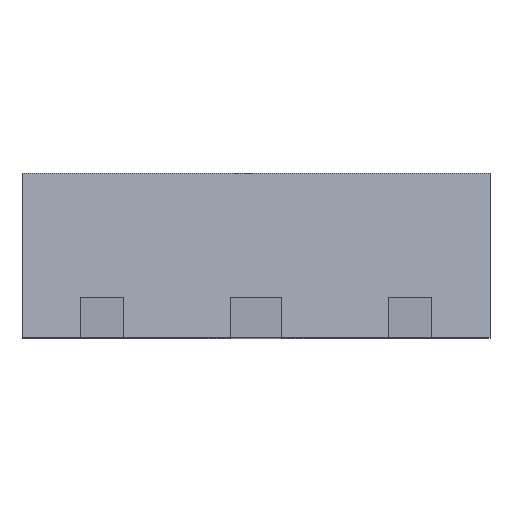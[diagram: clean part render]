
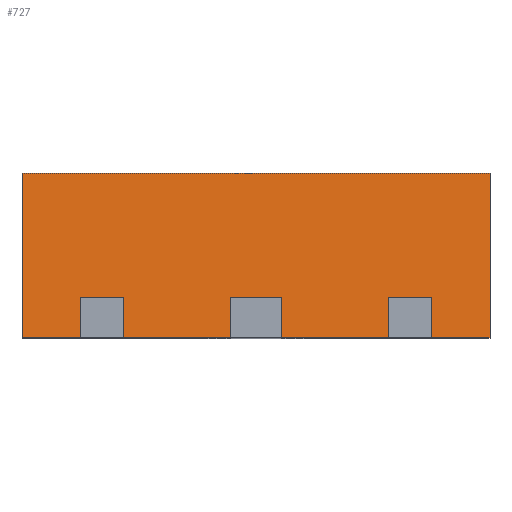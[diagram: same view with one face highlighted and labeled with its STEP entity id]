
A CAD part, top view. The second image highlights one B-rep face of the part: STEP entity #727.
In plain terms, the highlighted planar face has unit normal (0, 0.1, 0.995).
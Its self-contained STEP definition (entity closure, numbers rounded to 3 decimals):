
#4 = VERTEX_POINT ( 'NONE', #1264 ) ;
#44 = ORIENTED_EDGE ( 'NONE', *, *, #627, .F. ) ;
#45 = ORIENTED_EDGE ( 'NONE', *, *, #639, .T. ) ;
#75 = VECTOR ( 'NONE', #248, 1000. ) ;
#93 = EDGE_CURVE ( 'NONE', #605, #4, #357, .T. ) ;
#95 = VECTOR ( 'NONE', #631, 1000. ) ;
#127 = CARTESIAN_POINT ( 'NONE',  ( -2.275, 0.395, 1.208 ) ) ;
#135 = CARTESIAN_POINT ( 'NONE',  ( -2.275, 1.6, 1.086 ) ) ;
#177 = VERTEX_POINT ( 'NONE', #769 ) ;
#202 = LINE ( 'NONE', #1301, #1186 ) ;
#219 = VECTOR ( 'NONE', #1080, 1000. ) ;
#248 = DIRECTION ( 'NONE',  ( 1., 0., 0. ) ) ;
#282 = VERTEX_POINT ( 'NONE', #715 ) ;
#287 = EDGE_CURVE ( 'NONE', #177, #282, #202, .T. ) ;
#309 = VERTEX_POINT ( 'NONE', #785 ) ;
#326 = ORIENTED_EDGE ( 'NONE', *, *, #93, .T. ) ;
#357 = LINE ( 'NONE', #1167, #75 ) ;
#378 = LINE ( 'NONE', #1177, #219 ) ;
#414 = CARTESIAN_POINT ( 'NONE',  ( -2.275, 1.6, 1.086 ) ) ;
#464 = EDGE_LOOP ( 'NONE', ( #44, #471, #45, #326, #1005, #525, #508, #1183 ) ) ;
#471 = ORIENTED_EDGE ( 'NONE', *, *, #1081, .F. ) ;
#487 = CARTESIAN_POINT ( 'NONE',  ( -0.25, 0.395, 1.208 ) ) ;
#508 = ORIENTED_EDGE ( 'NONE', *, *, #603, .F. ) ;
#521 = CARTESIAN_POINT ( 'NONE',  ( 2.275, 1.6, 1.086 ) ) ;
#525 = ORIENTED_EDGE ( 'NONE', *, *, #799, .F. ) ;
#566 = VECTOR ( 'NONE', #824, 1000. ) ;
#584 = CARTESIAN_POINT ( 'NONE',  ( 0.25, 0., 1.248 ) ) ;
#603 = EDGE_CURVE ( 'NONE', #177, #309, #909, .T. ) ;
#605 = VERTEX_POINT ( 'NONE', #584 ) ;
#621 = DIRECTION ( 'NONE',  ( 0., 0.995, -0.1 ) ) ;
#627 = EDGE_CURVE ( 'NONE', #947, #282, #1170, .T. ) ;
#631 = DIRECTION ( 'NONE',  ( -1., 0., 0. ) ) ;
#639 = EDGE_CURVE ( 'NONE', #723, #605, #725, .T. ) ;
#652 = VECTOR ( 'NONE', #872, 1000. ) ;
#715 = CARTESIAN_POINT ( 'NONE',  ( -0.25, 0., 1.248 ) ) ;
#723 = VERTEX_POINT ( 'NONE', #1233 ) ;
#725 = LINE ( 'NONE', #879, #652 ) ;
#727 = ADVANCED_FACE ( 'NONE', ( #1011 ), #930, .F. ) ;
#769 = CARTESIAN_POINT ( 'NONE',  ( -2.275, 0., 1.247 ) ) ;
#785 = CARTESIAN_POINT ( 'NONE',  ( -2.275, 1.6, 1.086 ) ) ;
#794 = VECTOR ( 'NONE', #1303, 1000. ) ;
#799 = EDGE_CURVE ( 'NONE', #309, #1134, #378, .T. ) ;
#803 = DIRECTION ( 'NONE',  ( 1., 0., 0. ) ) ;
#824 = DIRECTION ( 'NONE',  ( 0., -0.995, 0.1 ) ) ;
#861 = EDGE_CURVE ( 'NONE', #4, #1134, #897, .T. ) ;
#872 = DIRECTION ( 'NONE',  ( 0., -0.995, 0.1 ) ) ;
#879 = CARTESIAN_POINT ( 'NONE',  ( 0.25, 1.6, 1.086 ) ) ;
#897 = LINE ( 'NONE', #1200, #794 ) ;
#909 = LINE ( 'NONE', #414, #1275 ) ;
#923 = LINE ( 'NONE', #127, #95 ) ;
#930 = PLANE ( 'NONE',  #1046 ) ;
#947 = VERTEX_POINT ( 'NONE', #487 ) ;
#1005 = ORIENTED_EDGE ( 'NONE', *, *, #861, .T. ) ;
#1011 = FACE_OUTER_BOUND ( 'NONE', #464, .T. ) ;
#1031 = DIRECTION ( 'NONE',  ( 0., 0.995, -0.1 ) ) ;
#1046 = AXIS2_PLACEMENT_3D ( 'NONE', #135, #1121, #621 ) ;
#1080 = DIRECTION ( 'NONE',  ( 1., 0., 0. ) ) ;
#1081 = EDGE_CURVE ( 'NONE', #723, #947, #923, .T. ) ;
#1121 = DIRECTION ( 'NONE',  ( 0., -0.1, -0.995 ) ) ;
#1134 = VERTEX_POINT ( 'NONE', #521 ) ;
#1167 = CARTESIAN_POINT ( 'NONE',  ( -2.275, 0., 1.247 ) ) ;
#1170 = LINE ( 'NONE', #1206, #566 ) ;
#1177 = CARTESIAN_POINT ( 'NONE',  ( -2.275, 1.6, 1.086 ) ) ;
#1183 = ORIENTED_EDGE ( 'NONE', *, *, #287, .T. ) ;
#1186 = VECTOR ( 'NONE', #803, 1000. ) ;
#1200 = CARTESIAN_POINT ( 'NONE',  ( 2.275, 1.6, 1.086 ) ) ;
#1206 = CARTESIAN_POINT ( 'NONE',  ( -0.25, 1.6, 1.086 ) ) ;
#1233 = CARTESIAN_POINT ( 'NONE',  ( 0.25, 0.395, 1.208 ) ) ;
#1264 = CARTESIAN_POINT ( 'NONE',  ( 2.275, 0., 1.248 ) ) ;
#1275 = VECTOR ( 'NONE', #1031, 1000. ) ;
#1301 = CARTESIAN_POINT ( 'NONE',  ( -2.275, 0., 1.247 ) ) ;
#1303 = DIRECTION ( 'NONE',  ( 0., 0.995, -0.1 ) ) ;
